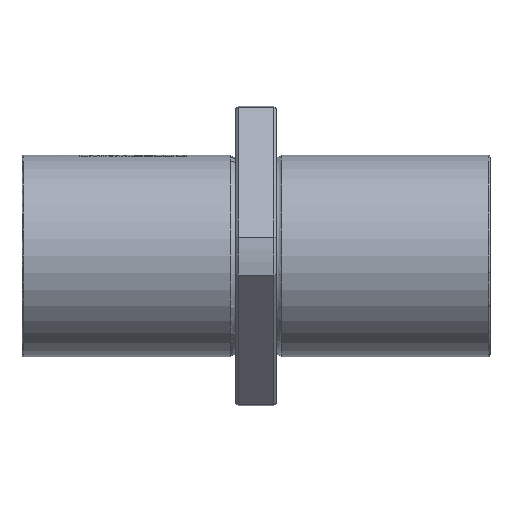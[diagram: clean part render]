
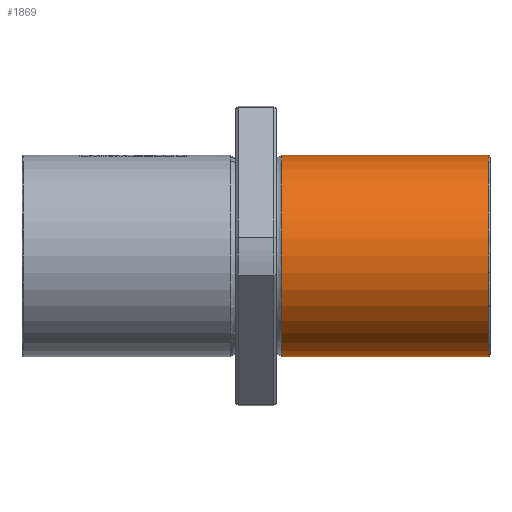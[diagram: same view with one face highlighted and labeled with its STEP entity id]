
A CAD part, front view. The second image highlights one B-rep face of the part: STEP entity #1869.
In plain terms, the highlighted cylindrical face has radius 45 mm (diameter 90 mm), a full revolution.
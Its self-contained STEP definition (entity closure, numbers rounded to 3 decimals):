
#578=FACE_BOUND('',#2732,.T.);
#579=FACE_BOUND('',#2733,.T.);
#632=CYLINDRICAL_SURFACE('',#7679,45.);
#1869=ADVANCED_FACE('',(#578,#579),#632,.T.);
#2732=EDGE_LOOP('',(#4084));
#2733=EDGE_LOOP('',(#4085));
#4084=ORIENTED_EDGE('',*,*,#6858,.F.);
#4085=ORIENTED_EDGE('',*,*,#6845,.T.);
#6118=VERTEX_POINT('',#11641);
#6130=VERTEX_POINT('',#11756);
#6845=EDGE_CURVE('',#6118,#6118,#7567,.T.);
#6858=EDGE_CURVE('',#6130,#6130,#7568,.T.);
#7567=CIRCLE('',#7671,45.);
#7568=CIRCLE('',#7678,45.);
#7671=AXIS2_PLACEMENT_3D('',#11640,#8331,#8332);
#7678=AXIS2_PLACEMENT_3D('',#11755,#8345,#8346);
#7679=AXIS2_PLACEMENT_3D('',#11757,#8347,#8348);
#8331=DIRECTION('',(-1.,0.,0.));
#8332=DIRECTION('',(0.,0.,1.));
#8345=DIRECTION('',(-1.,0.,0.));
#8346=DIRECTION('',(0.,0.,1.));
#8347=DIRECTION('',(1.,0.,0.));
#8348=DIRECTION('',(0.,0.,-1.));
#11640=CARTESIAN_POINT('',(113.027,0.,0.));
#11641=CARTESIAN_POINT('',(113.027,0.,45.));
#11755=CARTESIAN_POINT('',(20.546,0.,0.));
#11756=CARTESIAN_POINT('',(20.546,0.,45.));
#11757=CARTESIAN_POINT('',(20.546,0.,0.));
